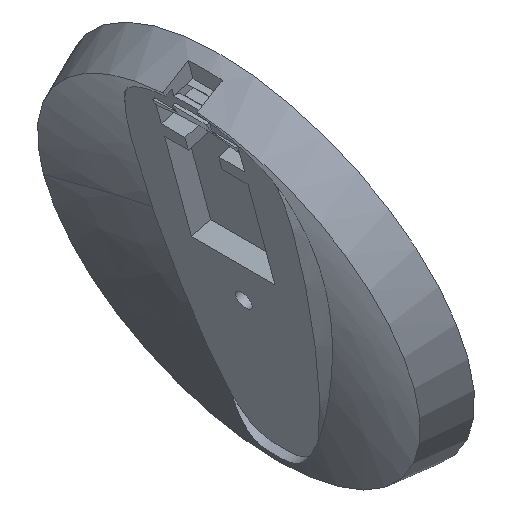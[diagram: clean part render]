
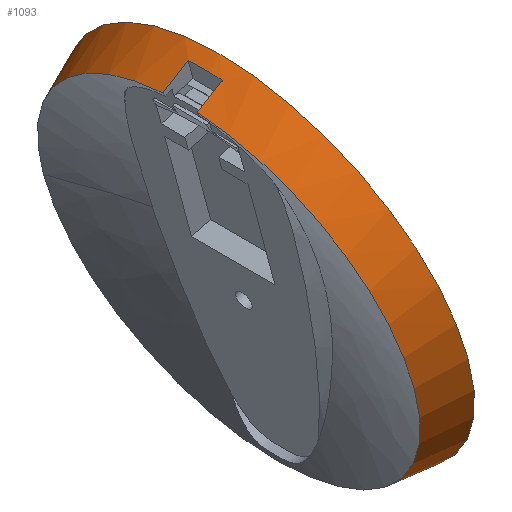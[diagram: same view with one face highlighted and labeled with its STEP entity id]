
A CAD part, isometric view. The second image highlights one B-rep face of the part: STEP entity #1093.
In plain terms, the highlighted conical face has half-angle 16.424 degrees and reference radius 19.295 mm.
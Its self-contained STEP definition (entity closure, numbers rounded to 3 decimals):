
#17=CONICAL_SURFACE('',#1166,19.295,0.287);
#23=(
BOUNDED_CURVE()
B_SPLINE_CURVE(2,(#2981,#2982,#2983),.UNSPECIFIED.,.F.,.F.)
B_SPLINE_CURVE_WITH_KNOTS((3,3),(0.046,0.342),
 .UNSPECIFIED.)
CURVE()
GEOMETRIC_REPRESENTATION_ITEM()
RATIONAL_B_SPLINE_CURVE((1.,1.,1.))
REPRESENTATION_ITEM('')
);
#24=(
BOUNDED_CURVE()
B_SPLINE_CURVE(2,(#2996,#2997,#2998),.UNSPECIFIED.,.F.,.F.)
B_SPLINE_CURVE_WITH_KNOTS((3,3),(0.043,0.339),
 .UNSPECIFIED.)
CURVE()
GEOMETRIC_REPRESENTATION_ITEM()
RATIONAL_B_SPLINE_CURVE((1.,1.,1.))
REPRESENTATION_ITEM('')
);
#48=CIRCLE('',#1161,18.659);
#49=CIRCLE('',#1164,19.495);
#50=CIRCLE('',#1167,19.931);
#51=CIRCLE('',#1168,19.931);
#52=CIRCLE('',#1169,18.659);
#53=CIRCLE('',#1170,18.659);
#105=LINE('',#3024,#184);
#184=VECTOR('',#1301,19.295);
#290=FACE_OUTER_BOUND('',#352,.T.);
#352=EDGE_LOOP('',(#843,#844,#845,#846,#847,#848,#849,#850,#851,#852));
#485=VERTEX_POINT('',#2956);
#486=VERTEX_POINT('',#2961);
#488=VERTEX_POINT('',#2979);
#489=VERTEX_POINT('',#2986);
#491=VERTEX_POINT('',#2995);
#492=VERTEX_POINT('',#3019);
#493=VERTEX_POINT('',#3020);
#494=VERTEX_POINT('',#3023);
#611=EDGE_CURVE('',#486,#485,#48,.T.);
#615=EDGE_CURVE('',#485,#488,#23,.T.);
#617=EDGE_CURVE('',#488,#489,#49,.T.);
#620=EDGE_CURVE('',#489,#491,#24,.T.);
#624=EDGE_CURVE('',#492,#493,#50,.T.);
#625=EDGE_CURVE('',#493,#492,#51,.T.);
#626=EDGE_CURVE('',#493,#494,#105,.T.);
#627=EDGE_CURVE('',#494,#486,#52,.T.);
#628=EDGE_CURVE('',#491,#494,#53,.T.);
#843=ORIENTED_EDGE('',*,*,#624,.F.);
#844=ORIENTED_EDGE('',*,*,#625,.F.);
#845=ORIENTED_EDGE('',*,*,#626,.T.);
#846=ORIENTED_EDGE('',*,*,#627,.T.);
#847=ORIENTED_EDGE('',*,*,#611,.T.);
#848=ORIENTED_EDGE('',*,*,#615,.T.);
#849=ORIENTED_EDGE('',*,*,#617,.T.);
#850=ORIENTED_EDGE('',*,*,#620,.T.);
#851=ORIENTED_EDGE('',*,*,#628,.T.);
#852=ORIENTED_EDGE('',*,*,#626,.F.);
#1093=ADVANCED_FACE('',(#290),#17,.T.);
#1161=AXIS2_PLACEMENT_3D('',#2962,#1281,#1282);
#1164=AXIS2_PLACEMENT_3D('',#2987,#1289,#1290);
#1166=AXIS2_PLACEMENT_3D('',#3018,#1295,#1296);
#1167=AXIS2_PLACEMENT_3D('',#3021,#1297,#1298);
#1168=AXIS2_PLACEMENT_3D('',#3022,#1299,#1300);
#1169=AXIS2_PLACEMENT_3D('',#3025,#1302,#1303);
#1170=AXIS2_PLACEMENT_3D('',#3026,#1304,#1305);
#1281=DIRECTION('center_axis',(0.966,0.,0.259));
#1282=DIRECTION('ref_axis',(0.259,0.,-0.966));
#1289=DIRECTION('center_axis',(0.966,0.,0.259));
#1290=DIRECTION('ref_axis',(0.,1.,0.));
#1295=DIRECTION('center_axis',(0.966,0.,0.259));
#1296=DIRECTION('ref_axis',(0.,1.,0.));
#1297=DIRECTION('center_axis',(0.966,0.,0.259));
#1298=DIRECTION('ref_axis',(0.259,0.,-0.966));
#1299=DIRECTION('center_axis',(0.966,0.,0.259));
#1300=DIRECTION('ref_axis',(0.259,0.,-0.966));
#1301=DIRECTION('',(-0.927,0.283,-0.248));
#1302=DIRECTION('center_axis',(0.966,0.,0.259));
#1303=DIRECTION('ref_axis',(0.259,0.,-0.966));
#1304=DIRECTION('center_axis',(0.966,0.,0.259));
#1305=DIRECTION('ref_axis',(0.259,0.,-0.966));
#2956=CARTESIAN_POINT('',(23.646,3.43,13.144));
#2961=CARTESIAN_POINT('',(28.452,20.275,-4.793));
#2962=CARTESIAN_POINT('Origin',(28.452,1.617,-4.793));
#2979=CARTESIAN_POINT('',(26.169,3.43,14.69));
#2981=CARTESIAN_POINT('Ctrl Pts',(23.646,3.43,13.144));
#2982=CARTESIAN_POINT('Ctrl Pts',(24.879,3.43,13.9));
#2983=CARTESIAN_POINT('Ctrl Pts',(26.169,3.43,14.69));
#2986=CARTESIAN_POINT('',(26.164,0.,14.707));
#2987=CARTESIAN_POINT('Origin',(31.192,1.617,-4.059));
#2995=CARTESIAN_POINT('',(23.641,0.,13.162));
#2996=CARTESIAN_POINT('Ctrl Pts',(26.164,0.,
14.707));
#2997=CARTESIAN_POINT('Ctrl Pts',(24.875,0.,
13.917));
#2998=CARTESIAN_POINT('Ctrl Pts',(23.641,0.,
13.162));
#3018=CARTESIAN_POINT('Origin',(30.537,1.617,-4.235));
#3019=CARTESIAN_POINT('',(32.622,21.548,-3.676));
#3020=CARTESIAN_POINT('',(32.622,-18.314,-3.676));
#3021=CARTESIAN_POINT('Origin',(32.622,1.617,-3.676));
#3022=CARTESIAN_POINT('Origin',(32.622,1.617,-3.676));
#3023=CARTESIAN_POINT('',(28.452,-17.042,-4.793));
#3024=CARTESIAN_POINT('',(30.537,-17.678,-4.235));
#3025=CARTESIAN_POINT('Origin',(28.452,1.617,-4.793));
#3026=CARTESIAN_POINT('Origin',(28.452,1.617,-4.793));
